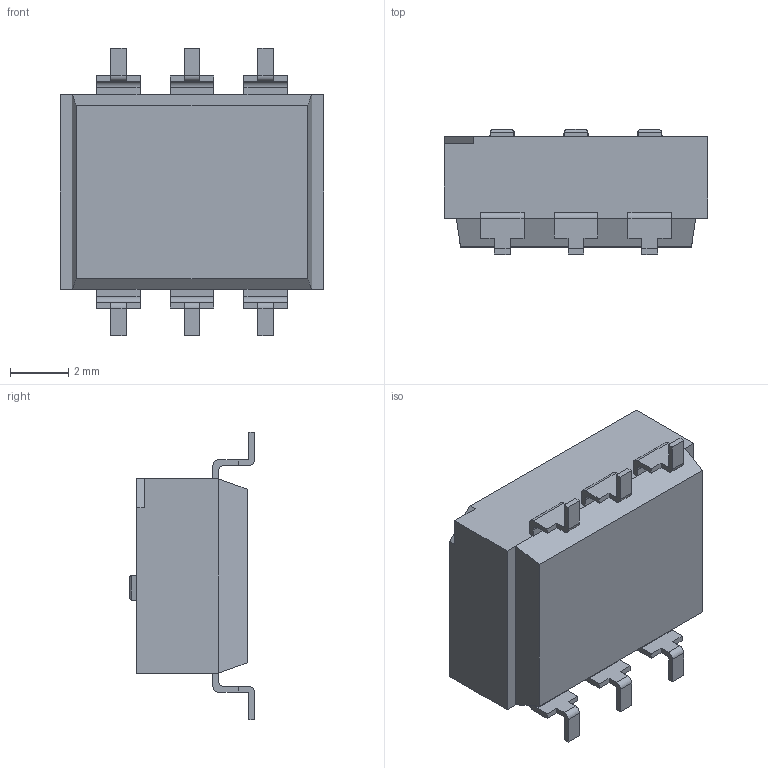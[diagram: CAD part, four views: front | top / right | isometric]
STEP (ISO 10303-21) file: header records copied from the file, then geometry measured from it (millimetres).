
FILE_DESCRIPTION (( 'STEP AP214' ), '1' );
FILE_NAME ('219-3poles.STEP', '2011-07-12T08:21:00', ( 'user' ), ( '' ), 'SwSTEP 2.0', 'SolidWorks 2011', '' );
FILE_SCHEMA (( 'AUTOMOTIVE_DESIGN' ));
Length unit declared in the file: millimetre
Products named in the file (1): 219-3poles
Bounding box: 9.09 x 4.3 x 9.91 mm (x, y, z)
Volume: 218 mm3; surface area: 305.9 mm2
Topology: 1 solids, 1 shells, 300 faces, 833 edges, 550 vertices
Faces by surface type: plane 188, cylinder 60, bspline 52
Entity records: 14848 total; most frequent: CARTESIAN_POINT 4896, ORIENTED_EDGE 1666, DIRECTION 1269, EDGE_CURVE 833, LINE 591, VECTOR 591, VERTEX_POINT 550, AXIS2_PLACEMENT_3D 339
